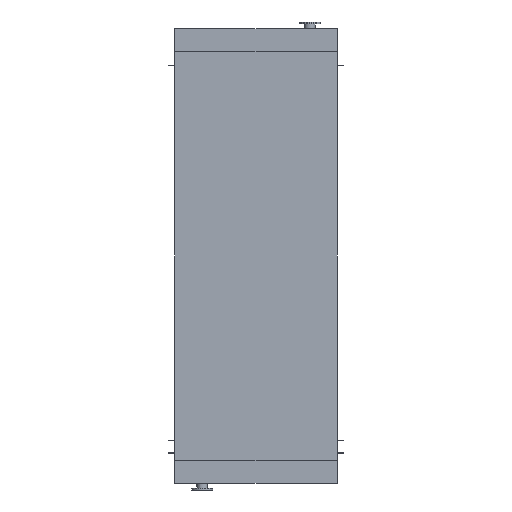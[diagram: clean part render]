
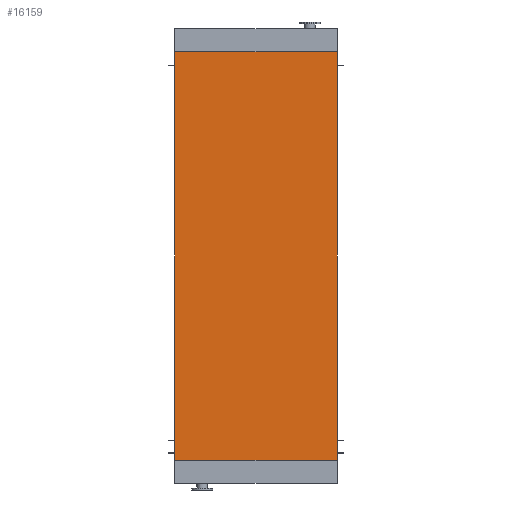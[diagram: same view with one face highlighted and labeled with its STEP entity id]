
A CAD part, front view. The second image highlights one B-rep face of the part: STEP entity #16159.
In plain terms, the highlighted planar face has unit normal (0, -1, 0).
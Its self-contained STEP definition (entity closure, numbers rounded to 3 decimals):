
#102 = PLANE ( 'NONE',  #2038 ) ;
#1019 = VERTEX_POINT ( 'NONE', #12778 ) ;
#1117 = ORIENTED_EDGE ( 'NONE', *, *, #16429, .T. ) ;
#1856 = CARTESIAN_POINT ( 'NONE',  ( 845., 0., -4250. ) ) ;
#2038 = AXIS2_PLACEMENT_3D ( 'NONE', #8480, #7512, #8779 ) ;
#3286 = VECTOR ( 'NONE', #5326, 1000. ) ;
#4101 = CARTESIAN_POINT ( 'NONE',  ( -845., 0., -4250. ) ) ;
#4478 = LINE ( 'NONE', #10979, #11561 ) ;
#4590 = DIRECTION ( 'NONE',  ( 0., 0., 1. ) ) ;
#4795 = EDGE_CURVE ( 'NONE', #16290, #4876, #9047, .T. ) ;
#4805 = VERTEX_POINT ( 'NONE', #11896 ) ;
#4876 = VERTEX_POINT ( 'NONE', #8461 ) ;
#5283 = CARTESIAN_POINT ( 'NONE',  ( -845., 0., -4250. ) ) ;
#5326 = DIRECTION ( 'NONE',  ( 1., 0., 0. ) ) ;
#5852 = LINE ( 'NONE', #1856, #9178 ) ;
#6662 = CARTESIAN_POINT ( 'NONE',  ( -845., 0., 0. ) ) ;
#7512 = DIRECTION ( 'NONE',  ( 0., -1., 0. ) ) ;
#8461 = CARTESIAN_POINT ( 'NONE',  ( -845., 0., 0. ) ) ;
#8480 = CARTESIAN_POINT ( 'NONE',  ( -845., 0., -4250. ) ) ;
#8603 = VECTOR ( 'NONE', #10382, 1000. ) ;
#8639 = EDGE_LOOP ( 'NONE', ( #9880, #11361, #13962, #1117 ) ) ;
#8779 = DIRECTION ( 'NONE',  ( 0., 0., -1. ) ) ;
#9047 = LINE ( 'NONE', #5283, #8603 ) ;
#9178 = VECTOR ( 'NONE', #4590, 1000. ) ;
#9181 = EDGE_CURVE ( 'NONE', #16290, #4805, #4478, .T. ) ;
#9880 = ORIENTED_EDGE ( 'NONE', *, *, #10920, .F. ) ;
#10382 = DIRECTION ( 'NONE',  ( 0., 0., 1. ) ) ;
#10920 = EDGE_CURVE ( 'NONE', #4876, #1019, #15486, .T. ) ;
#10979 = CARTESIAN_POINT ( 'NONE',  ( -845., 0., -4250. ) ) ;
#11361 = ORIENTED_EDGE ( 'NONE', *, *, #4795, .F. ) ;
#11561 = VECTOR ( 'NONE', #16049, 1000. ) ;
#11896 = CARTESIAN_POINT ( 'NONE',  ( 845., 0., -4250. ) ) ;
#12778 = CARTESIAN_POINT ( 'NONE',  ( 845., 0., 0. ) ) ;
#13962 = ORIENTED_EDGE ( 'NONE', *, *, #9181, .T. ) ;
#14806 = FACE_OUTER_BOUND ( 'NONE', #8639, .T. ) ;
#15486 = LINE ( 'NONE', #6662, #3286 ) ;
#16049 = DIRECTION ( 'NONE',  ( 1., 0., 0. ) ) ;
#16159 = ADVANCED_FACE ( 'NONE', ( #14806 ), #102, .T. ) ;
#16290 = VERTEX_POINT ( 'NONE', #4101 ) ;
#16429 = EDGE_CURVE ( 'NONE', #4805, #1019, #5852, .T. ) ;
